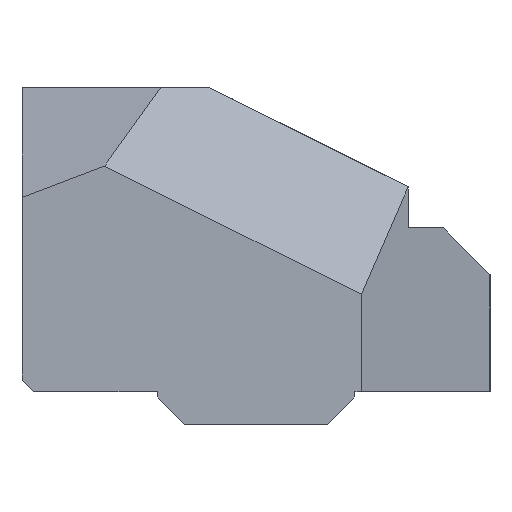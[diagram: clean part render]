
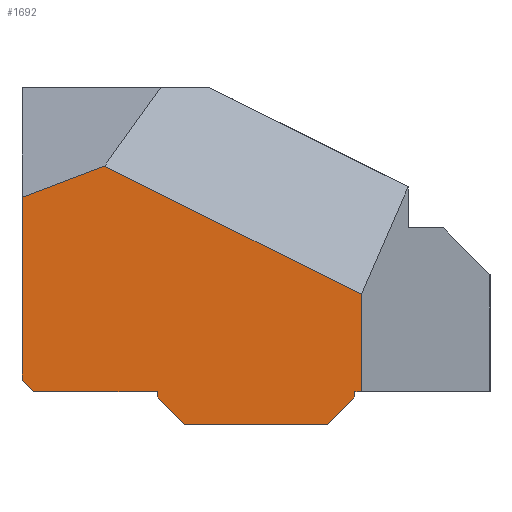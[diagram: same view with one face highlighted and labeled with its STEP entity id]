
A CAD part, left-side view. The second image highlights one B-rep face of the part: STEP entity #1692.
In plain terms, the highlighted planar face has unit normal (-1, 0, 0).
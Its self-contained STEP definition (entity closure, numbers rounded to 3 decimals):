
#126=FACE_OUTER_BOUND('',#221,.T.);
#221=EDGE_LOOP('',(#1379,#1380,#1381,#1382,#1383,#1384,#1385,#1386,#1387,
#1388,#1389,#1390));
#372=LINE('',#2656,#582);
#377=LINE('',#2664,#587);
#382=LINE('',#2678,#592);
#385=LINE('',#2684,#595);
#394=LINE('',#2703,#604);
#402=LINE('',#2719,#612);
#416=LINE('',#2748,#626);
#418=LINE('',#2752,#628);
#419=LINE('',#2754,#629);
#420=LINE('',#2756,#630);
#421=LINE('',#2758,#631);
#422=LINE('',#2759,#632);
#582=VECTOR('',#2095,10.);
#587=VECTOR('',#2102,10.);
#592=VECTOR('',#2113,10.);
#595=VECTOR('',#2118,10.);
#604=VECTOR('',#2131,10.);
#612=VECTOR('',#2145,10.);
#626=VECTOR('',#2175,10.);
#628=VECTOR('',#2179,10.);
#629=VECTOR('',#2180,10.);
#630=VECTOR('',#2181,10.);
#631=VECTOR('',#2182,10.);
#632=VECTOR('',#2183,10.);
#775=VERTEX_POINT('',#2654);
#776=VERTEX_POINT('',#2655);
#778=VERTEX_POINT('',#2662);
#784=VERTEX_POINT('',#2676);
#786=VERTEX_POINT('',#2682);
#794=VERTEX_POINT('',#2702);
#799=VERTEX_POINT('',#2718);
#806=VERTEX_POINT('',#2747);
#807=VERTEX_POINT('',#2751);
#808=VERTEX_POINT('',#2753);
#809=VERTEX_POINT('',#2755);
#810=VERTEX_POINT('',#2757);
#969=EDGE_CURVE('',#775,#776,#372,.T.);
#974=EDGE_CURVE('',#778,#776,#377,.T.);
#981=EDGE_CURVE('',#784,#778,#382,.T.);
#984=EDGE_CURVE('',#786,#784,#385,.T.);
#993=EDGE_CURVE('',#775,#794,#394,.T.);
#1002=EDGE_CURVE('',#794,#799,#402,.T.);
#1018=EDGE_CURVE('',#799,#806,#416,.T.);
#1020=EDGE_CURVE('',#807,#786,#418,.T.);
#1021=EDGE_CURVE('',#808,#807,#419,.T.);
#1022=EDGE_CURVE('',#809,#808,#420,.T.);
#1023=EDGE_CURVE('',#810,#809,#421,.T.);
#1024=EDGE_CURVE('',#806,#810,#422,.T.);
#1379=ORIENTED_EDGE('',*,*,#969,.T.);
#1380=ORIENTED_EDGE('',*,*,#974,.F.);
#1381=ORIENTED_EDGE('',*,*,#981,.F.);
#1382=ORIENTED_EDGE('',*,*,#984,.F.);
#1383=ORIENTED_EDGE('',*,*,#1020,.F.);
#1384=ORIENTED_EDGE('',*,*,#1021,.F.);
#1385=ORIENTED_EDGE('',*,*,#1022,.F.);
#1386=ORIENTED_EDGE('',*,*,#1023,.F.);
#1387=ORIENTED_EDGE('',*,*,#1024,.F.);
#1388=ORIENTED_EDGE('',*,*,#1018,.F.);
#1389=ORIENTED_EDGE('',*,*,#1002,.F.);
#1390=ORIENTED_EDGE('',*,*,#993,.F.);
#1603=PLANE('',#1819);
#1692=ADVANCED_FACE('',(#126),#1603,.T.);
#1819=AXIS2_PLACEMENT_3D('',#2750,#2177,#2178);
#2095=DIRECTION('',(0.,0.935,-0.354));
#2102=DIRECTION('',(0.,0.,1.));
#2113=DIRECTION('',(0.,0.707,0.707));
#2118=DIRECTION('',(0.,1.,0.));
#2131=DIRECTION('',(0.,-0.894,-0.447));
#2145=DIRECTION('',(0.,0.,-1.));
#2175=DIRECTION('',(0.,1.,0.));
#2177=DIRECTION('center_axis',(-1.,0.,0.));
#2178=DIRECTION('ref_axis',(0.,1.,0.));
#2179=DIRECTION('',(0.,0.,1.));
#2180=DIRECTION('',(0.,0.707,0.707));
#2181=DIRECTION('',(0.,1.,0.));
#2182=DIRECTION('',(0.,0.707,-0.707));
#2183=DIRECTION('',(0.,0.,-1.));
#2654=CARTESIAN_POINT('',(0.,16.471,4.645));
#2655=CARTESIAN_POINT('',(0.,20.,3.308));
#2656=CARTESIAN_POINT('',(0.,7.341,8.105));
#2662=CARTESIAN_POINT('',(0.,20.,-4.5));
#2664=CARTESIAN_POINT('',(0.,20.,0.));
#2676=CARTESIAN_POINT('',(0.,19.5,-5.));
#2678=CARTESIAN_POINT('',(0.,16.,-8.5));
#2682=CARTESIAN_POINT('',(0.,14.225,-5.));
#2684=CARTESIAN_POINT('',(0.,0.,-5.));
#2702=CARTESIAN_POINT('',(0.,5.5,-0.84));
#2703=CARTESIAN_POINT('',(0.,6.086,-0.547));
#2718=CARTESIAN_POINT('',(0.,5.5,-5.));
#2719=CARTESIAN_POINT('',(0.,5.5,0.));
#2747=CARTESIAN_POINT('',(0.,5.775,-5.));
#2748=CARTESIAN_POINT('',(0.,0.,-5.));
#2750=CARTESIAN_POINT('Origin',(0.,0.,0.));
#2751=CARTESIAN_POINT('',(0.,14.225,-5.225));
#2752=CARTESIAN_POINT('',(0.,14.225,-5.35));
#2753=CARTESIAN_POINT('',(0.,13.05,-6.4));
#2754=CARTESIAN_POINT('',(0.,13.05,-6.4));
#2755=CARTESIAN_POINT('',(0.,6.95,-6.4));
#2756=CARTESIAN_POINT('',(0.,11.525,-6.4));
#2757=CARTESIAN_POINT('',(0.,5.775,-5.225));
#2758=CARTESIAN_POINT('',(0.,7.537,-6.988));
#2759=CARTESIAN_POINT('',(0.,5.775,-5.463));
